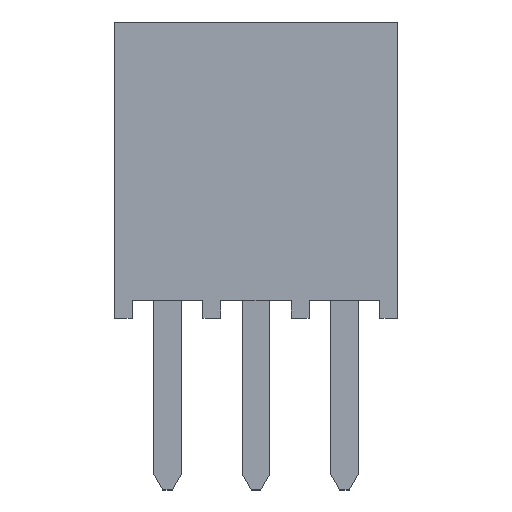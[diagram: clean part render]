
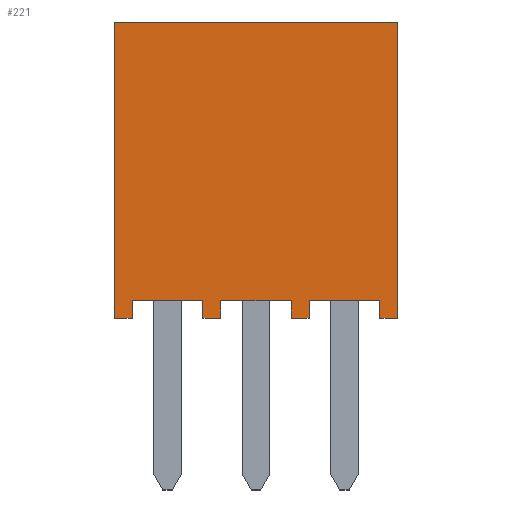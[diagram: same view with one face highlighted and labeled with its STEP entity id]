
A CAD part, top view. The second image highlights one B-rep face of the part: STEP entity #221.
In plain terms, the highlighted planar face has unit normal (0, 0, 1).
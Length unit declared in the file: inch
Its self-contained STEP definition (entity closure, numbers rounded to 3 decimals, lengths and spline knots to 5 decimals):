
#221 = ADVANCED_FACE( '', ( #426 ), #427, .F. );
#426 = FACE_OUTER_BOUND( '', #620, .T. );
#427 = PLANE( '', #621 );
#620 = EDGE_LOOP( '', ( #1089, #1090, #1091, #1092, #1093, #1094, #1095, #1096, #1097, #1098, #1099, #1100, #1101, #1102, #1103, #1104 ) );
#621 = AXIS2_PLACEMENT_3D( '', #1105, #1106, #1107 );
#1089 = ORIENTED_EDGE( '', *, *, #1359, .F. );
#1090 = ORIENTED_EDGE( '', *, *, #1297, .T. );
#1091 = ORIENTED_EDGE( '', *, *, #1315, .F. );
#1092 = ORIENTED_EDGE( '', *, *, #1370, .F. );
#1093 = ORIENTED_EDGE( '', *, *, #1226, .T. );
#1094 = ORIENTED_EDGE( '', *, *, #1318, .T. );
#1095 = ORIENTED_EDGE( '', *, *, #1338, .F. );
#1096 = ORIENTED_EDGE( '', *, *, #1361, .F. );
#1097 = ORIENTED_EDGE( '', *, *, #1281, .F. );
#1098 = ORIENTED_EDGE( '', *, *, #1371, .T. );
#1099 = ORIENTED_EDGE( '', *, *, #1222, .F. );
#1100 = ORIENTED_EDGE( '', *, *, #1189, .F. );
#1101 = ORIENTED_EDGE( '', *, *, #1323, .F. );
#1102 = ORIENTED_EDGE( '', *, *, #1357, .T. );
#1103 = ORIENTED_EDGE( '', *, *, #1365, .F. );
#1104 = ORIENTED_EDGE( '', *, *, #1311, .F. );
#1105 = CARTESIAN_POINT( '', ( -0.16, 0.335, 0.0475 ) );
#1106 = DIRECTION( '', ( 0., 0., -1. ) );
#1107 = DIRECTION( '', ( -1., 0., 0. ) );
#1189 = EDGE_CURVE( '', #1405, #1407, #1408, .T. );
#1222 = EDGE_CURVE( '', #1407, #1462, #1463, .T. );
#1226 = EDGE_CURVE( '', #1469, #1467, #1470, .T. );
#1281 = EDGE_CURVE( '', #1557, #1559, #1560, .T. );
#1297 = EDGE_CURVE( '', #1579, #1581, #1583, .T. );
#1311 = EDGE_CURVE( '', #1603, #1605, #1606, .T. );
#1315 = EDGE_CURVE( '', #1609, #1581, #1611, .T. );
#1318 = EDGE_CURVE( '', #1467, #1613, #1615, .T. );
#1323 = EDGE_CURVE( '', #1619, #1405, #1621, .T. );
#1338 = EDGE_CURVE( '', #1639, #1613, #1641, .T. );
#1357 = EDGE_CURVE( '', #1619, #1660, #1662, .T. );
#1359 = EDGE_CURVE( '', #1579, #1603, #1664, .T. );
#1361 = EDGE_CURVE( '', #1559, #1639, #1666, .T. );
#1365 = EDGE_CURVE( '', #1605, #1660, #1670, .T. );
#1370 = EDGE_CURVE( '', #1469, #1609, #1676, .T. );
#1371 = EDGE_CURVE( '', #1557, #1462, #1677, .T. );
#1405 = VERTEX_POINT( '', #1721 );
#1407 = VERTEX_POINT( '', #1724 );
#1408 = LINE( '', #1725, #1726 );
#1462 = VERTEX_POINT( '', #1805 );
#1463 = LINE( '', #1806, #1807 );
#1467 = VERTEX_POINT( '', #1812 );
#1469 = VERTEX_POINT( '', #1815 );
#1470 = LINE( '', #1816, #1817 );
#1557 = VERTEX_POINT( '', #1948 );
#1559 = VERTEX_POINT( '', #1951 );
#1560 = LINE( '', #1952, #1953 );
#1579 = VERTEX_POINT( '', #1981 );
#1581 = VERTEX_POINT( '', #1984 );
#1583 = LINE( '', #1987, #1988 );
#1603 = VERTEX_POINT( '', #2017 );
#1605 = VERTEX_POINT( '', #2020 );
#1606 = LINE( '', #2021, #2022 );
#1609 = VERTEX_POINT( '', #2026 );
#1611 = LINE( '', #2029, #2030 );
#1613 = VERTEX_POINT( '', #2032 );
#1615 = LINE( '', #2035, #2036 );
#1619 = VERTEX_POINT( '', #2041 );
#1621 = LINE( '', #2044, #2045 );
#1639 = VERTEX_POINT( '', #2071 );
#1641 = LINE( '', #2074, #2075 );
#1660 = VERTEX_POINT( '', #2103 );
#1662 = LINE( '', #2106, #2107 );
#1664 = LINE( '', #2109, #2110 );
#1666 = LINE( '', #2112, #2113 );
#1670 = LINE( '', #2117, #2118 );
#1676 = LINE( '', #2126, #2127 );
#1677 = LINE( '', #2128, #2129 );
#1721 = CARTESIAN_POINT( '', ( 0.04, 0.02, 0.0475 ) );
#1724 = CARTESIAN_POINT( '', ( -0.04, 0.02, 0.0475 ) );
#1725 = CARTESIAN_POINT( '', ( -0.16, 0.02, 0.0475 ) );
#1726 = VECTOR( '', #2158, 39.37008 );
#1805 = CARTESIAN_POINT( '', ( -0.04, 0., 0.0475 ) );
#1806 = CARTESIAN_POINT( '', ( -0.04, 0.335, 0.0475 ) );
#1807 = VECTOR( '', #2184, 39.37008 );
#1812 = CARTESIAN_POINT( '', ( -0.16, 0., 0.0475 ) );
#1815 = CARTESIAN_POINT( '', ( -0.16, 0.335, 0.0475 ) );
#1816 = CARTESIAN_POINT( '', ( -0.16, 0.335, 0.0475 ) );
#1817 = VECTOR( '', #2187, 39.37008 );
#1948 = CARTESIAN_POINT( '', ( -0.06, 0., 0.0475 ) );
#1951 = CARTESIAN_POINT( '', ( -0.06, 0.02, 0.0475 ) );
#1952 = CARTESIAN_POINT( '', ( -0.06, 0.335, 0.0475 ) );
#1953 = VECTOR( '', #2233, 39.37008 );
#1981 = CARTESIAN_POINT( '', ( 0.14, 0., 0.0475 ) );
#1984 = CARTESIAN_POINT( '', ( 0.16, 0., 0.0475 ) );
#1987 = CARTESIAN_POINT( '', ( -0.16, 0., 0.0475 ) );
#1988 = VECTOR( '', #2245, 39.37008 );
#2017 = CARTESIAN_POINT( '', ( 0.14, 0.02, 0.0475 ) );
#2020 = CARTESIAN_POINT( '', ( 0.06, 0.02, 0.0475 ) );
#2021 = CARTESIAN_POINT( '', ( -0.16, 0.02, 0.0475 ) );
#2022 = VECTOR( '', #2256, 39.37008 );
#2026 = CARTESIAN_POINT( '', ( 0.16, 0.335, 0.0475 ) );
#2029 = CARTESIAN_POINT( '', ( 0.16, 0.335, 0.0475 ) );
#2030 = VECTOR( '', #2259, 39.37008 );
#2032 = CARTESIAN_POINT( '', ( -0.14, 0., 0.0475 ) );
#2035 = CARTESIAN_POINT( '', ( -0.16, 0., 0.0475 ) );
#2036 = VECTOR( '', #2261, 39.37008 );
#2041 = CARTESIAN_POINT( '', ( 0.04, 0., 0.0475 ) );
#2044 = CARTESIAN_POINT( '', ( 0.04, 0.335, 0.0475 ) );
#2045 = VECTOR( '', #2264, 39.37008 );
#2071 = CARTESIAN_POINT( '', ( -0.14, 0.02, 0.0475 ) );
#2074 = CARTESIAN_POINT( '', ( -0.14, 0.335, 0.0475 ) );
#2075 = VECTOR( '', #2274, 39.37008 );
#2103 = CARTESIAN_POINT( '', ( 0.06, 0., 0.0475 ) );
#2106 = CARTESIAN_POINT( '', ( -0.16, 0., 0.0475 ) );
#2107 = VECTOR( '', #2285, 39.37008 );
#2109 = CARTESIAN_POINT( '', ( 0.14, 0.335, 0.0475 ) );
#2110 = VECTOR( '', #2286, 39.37008 );
#2112 = CARTESIAN_POINT( '', ( -0.16, 0.02, 0.0475 ) );
#2113 = VECTOR( '', #2287, 39.37008 );
#2117 = CARTESIAN_POINT( '', ( 0.06, 0.335, 0.0475 ) );
#2118 = VECTOR( '', #2288, 39.37008 );
#2126 = CARTESIAN_POINT( '', ( -0.16, 0.335, 0.0475 ) );
#2127 = VECTOR( '', #2291, 39.37008 );
#2128 = CARTESIAN_POINT( '', ( -0.16, 0., 0.0475 ) );
#2129 = VECTOR( '', #2292, 39.37008 );
#2158 = DIRECTION( '', ( -1., 0., 0. ) );
#2184 = DIRECTION( '', ( 0., -1., 0. ) );
#2187 = DIRECTION( '', ( 0., -1., 0. ) );
#2233 = DIRECTION( '', ( 0., 1., 0. ) );
#2245 = DIRECTION( '', ( 1., 0., 0. ) );
#2256 = DIRECTION( '', ( -1., 0., 0. ) );
#2259 = DIRECTION( '', ( 0., -1., 0. ) );
#2261 = DIRECTION( '', ( 1., 0., 0. ) );
#2264 = DIRECTION( '', ( 0., 1., 0. ) );
#2274 = DIRECTION( '', ( 0., -1., 0. ) );
#2285 = DIRECTION( '', ( 1., 0., 0. ) );
#2286 = DIRECTION( '', ( 0., 1., 0. ) );
#2287 = DIRECTION( '', ( -1., 0., 0. ) );
#2288 = DIRECTION( '', ( 0., -1., 0. ) );
#2291 = DIRECTION( '', ( 1., 0., 0. ) );
#2292 = DIRECTION( '', ( 1., 0., 0. ) );
